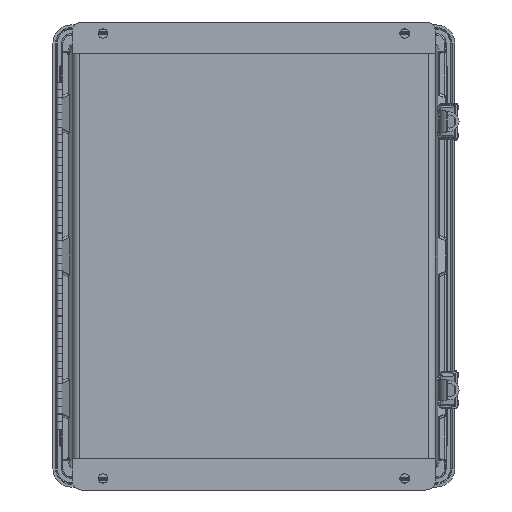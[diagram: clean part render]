
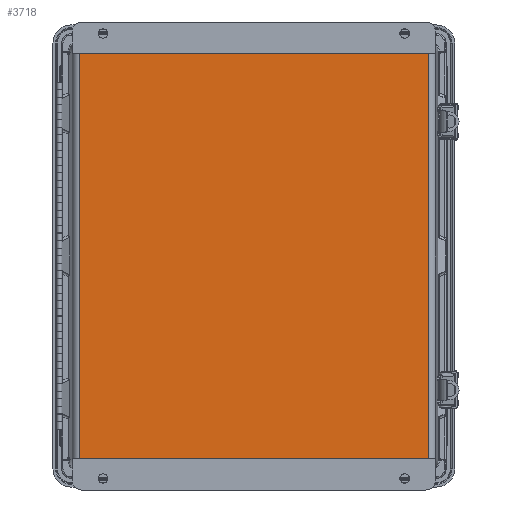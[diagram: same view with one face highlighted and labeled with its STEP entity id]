
A CAD part, front view. The second image highlights one B-rep face of the part: STEP entity #3718.
In plain terms, the highlighted planar face has unit normal (0, -1, 0).
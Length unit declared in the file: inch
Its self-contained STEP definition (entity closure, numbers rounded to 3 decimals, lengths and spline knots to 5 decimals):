
#503 = VECTOR ( 'NONE', #15691, 39.37008 ) ;
#575 = ORIENTED_EDGE ( 'NONE', *, *, #4386, .F. ) ;
#1598 = DIRECTION ( 'NONE',  ( -1., 0., 0. ) ) ;
#2399 = CARTESIAN_POINT ( 'NONE',  ( -5.78771, 0.05906, -1.04331 ) ) ;
#2461 = EDGE_CURVE ( 'NONE', #11121, #18607, #20345, .T. ) ;
#3718 = ADVANCED_FACE ( 'NONE', ( #4477 ), #7650, .F. ) ;
#4386 = EDGE_CURVE ( 'NONE', #7245, #23014, #15910, .T. ) ;
#4477 = FACE_OUTER_BOUND ( 'NONE', #10936, .T. ) ;
#6624 = ORIENTED_EDGE ( 'NONE', *, *, #2461, .T. ) ;
#7245 = VERTEX_POINT ( 'NONE', #18597 ) ;
#7650 = PLANE ( 'NONE',  #21680 ) ;
#9403 = CARTESIAN_POINT ( 'NONE',  ( 6.11811, 0.05906, -14.4685 ) ) ;
#10499 = DIRECTION ( 'NONE',  ( 0., 0., 1. ) ) ;
#10936 = EDGE_LOOP ( 'NONE', ( #15095, #575, #12128, #6624 ) ) ;
#11121 = VERTEX_POINT ( 'NONE', #31511 ) ;
#11129 = VECTOR ( 'NONE', #22016, 39.37008 ) ;
#12128 = ORIENTED_EDGE ( 'NONE', *, *, #18565, .T. ) ;
#12245 = DIRECTION ( 'NONE',  ( -1., 0., 0. ) ) ;
#13225 = CARTESIAN_POINT ( 'NONE',  ( -5.78771, 0.05906, -1.04331 ) ) ;
#13384 = CARTESIAN_POINT ( 'NONE',  ( 5.78771, 0.05906, -1.04331 ) ) ;
#15095 = ORIENTED_EDGE ( 'NONE', *, *, #18949, .F. ) ;
#15691 = DIRECTION ( 'NONE',  ( 0., 0., 1. ) ) ;
#15910 = LINE ( 'NONE', #9403, #22530 ) ;
#16406 = LINE ( 'NONE', #13225, #503 ) ;
#18565 = EDGE_CURVE ( 'NONE', #7245, #11121, #26184, .T. ) ;
#18597 = CARTESIAN_POINT ( 'NONE',  ( 5.78771, 0.05906, -14.4685 ) ) ;
#18607 = VERTEX_POINT ( 'NONE', #2399 ) ;
#18889 = CARTESIAN_POINT ( 'NONE',  ( 6.11811, 0.05906, -1.04331 ) ) ;
#18949 = EDGE_CURVE ( 'NONE', #23014, #18607, #16406, .T. ) ;
#20345 = LINE ( 'NONE', #21334, #27013 ) ;
#21334 = CARTESIAN_POINT ( 'NONE',  ( 6.11811, 0.05906, -1.04331 ) ) ;
#21680 = AXIS2_PLACEMENT_3D ( 'NONE', #18889, #27446, #10499 ) ;
#22016 = DIRECTION ( 'NONE',  ( 0., 0., 1. ) ) ;
#22530 = VECTOR ( 'NONE', #12245, 39.37008 ) ;
#23014 = VERTEX_POINT ( 'NONE', #23332 ) ;
#23332 = CARTESIAN_POINT ( 'NONE',  ( -5.78771, 0.05906, -14.4685 ) ) ;
#26184 = LINE ( 'NONE', #13384, #11129 ) ;
#27013 = VECTOR ( 'NONE', #1598, 39.37008 ) ;
#27446 = DIRECTION ( 'NONE',  ( 0., 1., 0. ) ) ;
#31511 = CARTESIAN_POINT ( 'NONE',  ( 5.78771, 0.05906, -1.04331 ) ) ;
